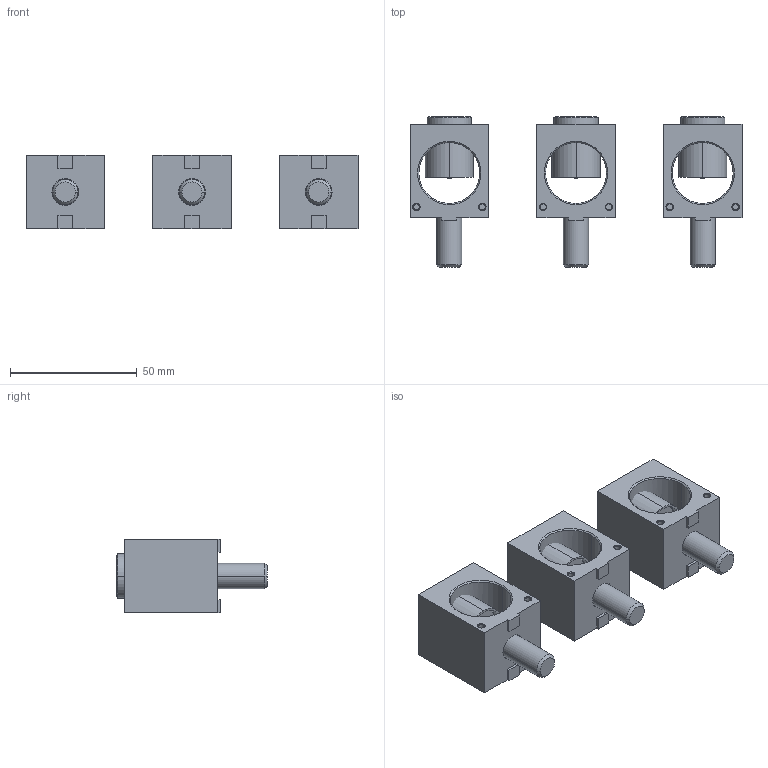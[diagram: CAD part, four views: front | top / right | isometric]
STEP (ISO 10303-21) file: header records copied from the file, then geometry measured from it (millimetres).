
FILE_DESCRIPTION(/* description */ (''),/* implementation_level */ '2;1');
FILE_NAME(/* name */ 'FILE_STP_CAD_DRAWING_3D_P5X503_prt.stp',/* time_stamp */ '2025-08-29T08:44:24+02:00',/* author */ (''),/* organization */ (''),/* preprocessor_version */ 'ST-DEVELOPER v20',/* originating_system */ 'SIEMENS PLM Software NX2406.8500',/* authorisation */ '');
FILE_SCHEMA (('AUTOMOTIVE_DESIGN { 1 0 10303 214 3 1 1 1 }'));
Length unit declared in the file: millimetre
Products named in the file (1): 3D_P5X503
Bounding box: 131 x 59.54 x 29 mm (x, y, z)
Surface area: 34125.2 mm2 (no closed solid volume)
Topology: 0 solids, 15 shells, 255 faces, 678 edges, 433 vertices
Faces by surface type: plane 135, cylinder 60, cone 54, sphere 6
Entity records: 8463 total; most frequent: CARTESIAN_POINT 1905, DIRECTION 1366, ORIENTED_EDGE 1260, EDGE_CURVE 672, AXIS2_PLACEMENT_3D 473, VERTEX_POINT 435, LINE 420, VECTOR 420
